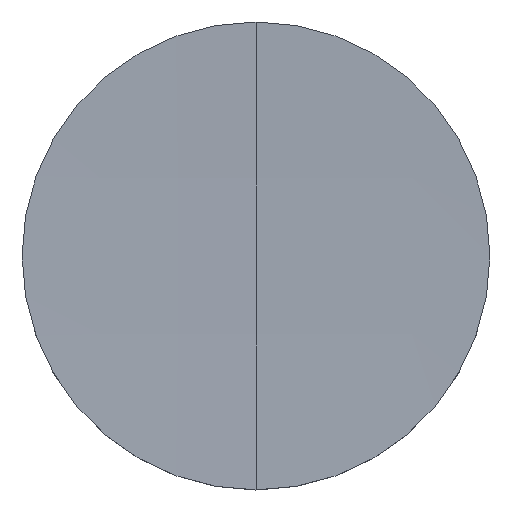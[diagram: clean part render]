
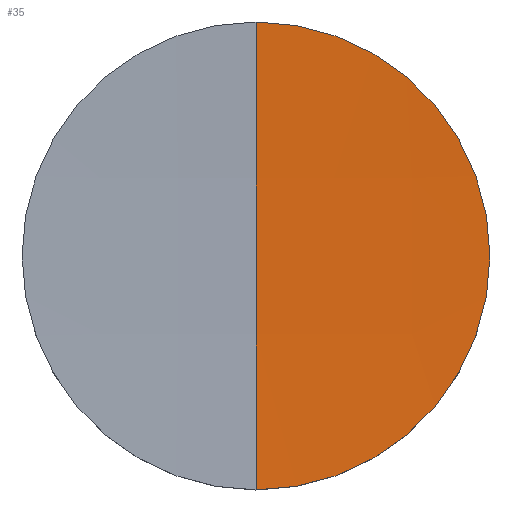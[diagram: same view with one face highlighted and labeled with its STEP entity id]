
A CAD part, top view. The second image highlights one B-rep face of the part: STEP entity #35.
In plain terms, the highlighted free-form (B-spline) face has degree [3, 3] with [4, 4] control points.
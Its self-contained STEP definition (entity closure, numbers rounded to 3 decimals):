
#15 = CARTESIAN_POINT ( 'NONE',  ( 2.129, 6.426, 1.88 ) ) ;
#18 = DIRECTION ( 'NONE',  ( -1., 0., 0. ) ) ;
#21 = CARTESIAN_POINT ( 'NONE',  ( 0., -6.35, 1.878 ) ) ;
#30 = CIRCLE ( 'NONE', #159, 259.7 ) ;
#35 = ADVANCED_FACE ( 'NONE', ( #155 ), #279, .F. ) ;
#36 = CARTESIAN_POINT ( 'NONE',  ( 2.13, -2.142, 1.773 ) ) ;
#39 = DIRECTION ( 'NONE',  ( 0., 1., 0. ) ) ;
#42 = CARTESIAN_POINT ( 'NONE',  ( 0., 0., 261.5 ) ) ;
#57 = CARTESIAN_POINT ( 'NONE',  ( 6.389, 2.142, 1.852 ) ) ;
#58 = CARTESIAN_POINT ( 'NONE',  ( 6.386, -6.426, 1.958 ) ) ;
#66 = DIRECTION ( 'NONE',  ( 0., 0., -1. ) ) ;
#81 = CARTESIAN_POINT ( 'NONE',  ( 0., -2.142, 1.773 ) ) ;
#84 = CARTESIAN_POINT ( 'NONE',  ( 6.386, 6.426, 1.958 ) ) ;
#86 = CARTESIAN_POINT ( 'NONE',  ( 4.26, 2.142, 1.8 ) ) ;
#88 = DIRECTION ( 'NONE',  ( 1., 0., 0. ) ) ;
#100 = EDGE_CURVE ( 'NONE', #131, #222, #238, .T. ) ;
#108 = CARTESIAN_POINT ( 'NONE',  ( 0., -6.426, 1.88 ) ) ;
#112 = DIRECTION ( 'NONE',  ( 0., 0., -1. ) ) ;
#116 = ORIENTED_EDGE ( 'NONE', *, *, #178, .T. ) ;
#131 = VERTEX_POINT ( 'NONE', #201 ) ;
#135 = CARTESIAN_POINT ( 'NONE',  ( 0., 2.142, 1.773 ) ) ;
#155 = FACE_OUTER_BOUND ( 'NONE', #257, .T. ) ;
#159 = AXIS2_PLACEMENT_3D ( 'NONE', #42, #18, #39 ) ;
#176 = CIRCLE ( 'NONE', #243, 6.35 ) ;
#178 = EDGE_CURVE ( 'NONE', #227, #222, #30, .T. ) ;
#190 = DIRECTION ( 'NONE',  ( 1., 0., 0. ) ) ;
#195 = EDGE_CURVE ( 'NONE', #227, #131, #176, .T. ) ;
#200 = CARTESIAN_POINT ( 'NONE',  ( 4.26, -2.142, 1.8 ) ) ;
#201 = CARTESIAN_POINT ( 'NONE',  ( 6.35, 0., 1.878 ) ) ;
#211 = ORIENTED_EDGE ( 'NONE', *, *, #100, .F. ) ;
#222 = VERTEX_POINT ( 'NONE', #21 ) ;
#223 = CARTESIAN_POINT ( 'NONE',  ( 6.389, -2.142, 1.852 ) ) ;
#225 = CARTESIAN_POINT ( 'NONE',  ( 0., 6.426, 1.88 ) ) ;
#227 = VERTEX_POINT ( 'NONE', #239 ) ;
#228 = CARTESIAN_POINT ( 'NONE',  ( 0., 0., 1.878 ) ) ;
#238 = CIRCLE ( 'NONE', #293, 6.35 ) ;
#239 = CARTESIAN_POINT ( 'NONE',  ( 0., 6.35, 1.878 ) ) ;
#243 = AXIS2_PLACEMENT_3D ( 'NONE', #261, #66, #190 ) ;
#248 = CARTESIAN_POINT ( 'NONE',  ( 2.129, -6.426, 1.88 ) ) ;
#251 = CARTESIAN_POINT ( 'NONE',  ( 2.13, 2.142, 1.773 ) ) ;
#252 = ORIENTED_EDGE ( 'NONE', *, *, #195, .F. ) ;
#253 = CARTESIAN_POINT ( 'NONE',  ( 4.258, -6.426, 1.906 ) ) ;
#257 = EDGE_LOOP ( 'NONE', ( #252, #116, #211 ) ) ;
#261 = CARTESIAN_POINT ( 'NONE',  ( 0., 0., 1.878 ) ) ;
#272 = CARTESIAN_POINT ( 'NONE',  ( 4.258, 6.426, 1.906 ) ) ;
#279 =( BOUNDED_SURFACE ( )  B_SPLINE_SURFACE ( 3, 3, ( 
 ( #84, #272, #15, #225 ),
 ( #57, #86, #251, #135 ),
 ( #223, #200, #36, #81 ),
 ( #58, #253, #248, #108 ) ),
 .UNSPECIFIED., .F., .F., .F. ) 
 B_SPLINE_SURFACE_WITH_KNOTS ( ( 4, 4 ),
 ( 4, 4 ),
 ( 0., 1. ),
 ( 0., 1. ),
 .UNSPECIFIED. ) 
 GEOMETRIC_REPRESENTATION_ITEM ( )  RATIONAL_B_SPLINE_SURFACE ( (
 ( 1., 1., 1., 1.),
 ( 1., 1., 1., 1.),
 ( 1., 1., 1., 1.),
 ( 1., 1., 1., 1.) ) ) 
 REPRESENTATION_ITEM ( '' )  SURFACE ( )  );
#293 = AXIS2_PLACEMENT_3D ( 'NONE', #228, #112, #88 ) ;
